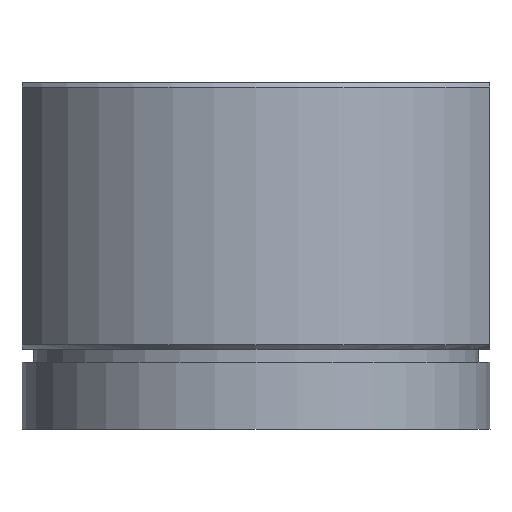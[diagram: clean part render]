
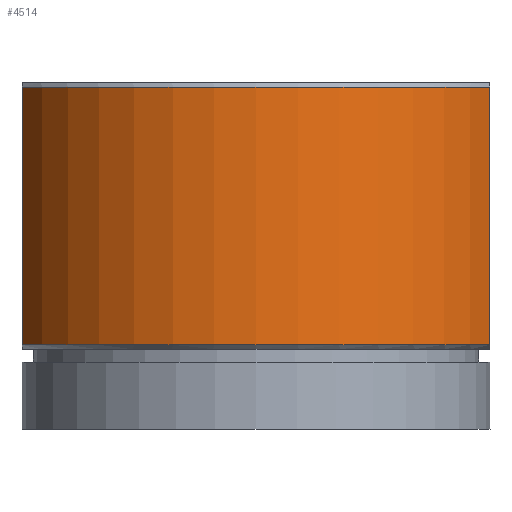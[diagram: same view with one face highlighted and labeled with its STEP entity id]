
A CAD part, front view. The second image highlights one B-rep face of the part: STEP entity #4514.
In plain terms, the highlighted cylindrical face has radius 59 mm (diameter 118 mm), a partial arc.
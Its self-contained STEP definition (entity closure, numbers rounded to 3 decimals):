
#160 = ORIENTED_EDGE ( 'NONE', *, *, #4785, .T. ) ;
#615 = DIRECTION ( 'NONE',  ( 0., 0., -1. ) ) ;
#836 = DIRECTION ( 'NONE',  ( 1., 0., 0. ) ) ;
#960 = LINE ( 'NONE', #9958, #14747 ) ;
#1368 = CYLINDRICAL_SURFACE ( 'NONE', #17815, 59. ) ;
#1381 = ORIENTED_EDGE ( 'NONE', *, *, #16488, .T. ) ;
#2011 = CARTESIAN_POINT ( 'NONE',  ( 54., -23.77, 80. ) ) ;
#3024 = VERTEX_POINT ( 'NONE', #12473 ) ;
#3296 = CARTESIAN_POINT ( 'NONE',  ( 54., -23.77, 79. ) ) ;
#3647 = DIRECTION ( 'NONE',  ( 0., 0., -1. ) ) ;
#3685 = AXIS2_PLACEMENT_3D ( 'NONE', #6091, #15193, #836 ) ;
#4386 = DIRECTION ( 'NONE',  ( -1., 0., 0. ) ) ;
#4514 = ADVANCED_FACE ( 'NONE', ( #17137 ), #1368, .T. ) ;
#4785 = EDGE_CURVE ( 'NONE', #10861, #15434, #13721, .T. ) ;
#5394 = LINE ( 'NONE', #2011, #17687 ) ;
#6091 = CARTESIAN_POINT ( 'NONE',  ( 0., 0., 79. ) ) ;
#6397 = DIRECTION ( 'NONE',  ( -1., 0., 0. ) ) ;
#6739 = CARTESIAN_POINT ( 'NONE',  ( 0., 0., 80. ) ) ;
#9958 = CARTESIAN_POINT ( 'NONE',  ( -54., -23.77, 80. ) ) ;
#9984 = ORIENTED_EDGE ( 'NONE', *, *, #21386, .T. ) ;
#10370 = AXIS2_PLACEMENT_3D ( 'NONE', #14898, #20382, #4386 ) ;
#10861 = VERTEX_POINT ( 'NONE', #12900 ) ;
#11901 = EDGE_CURVE ( 'NONE', #20194, #15434, #5394, .T. ) ;
#12473 = CARTESIAN_POINT ( 'NONE',  ( -54., -23.77, 79. ) ) ;
#12900 = CARTESIAN_POINT ( 'NONE',  ( -54., -23.77, 19.5 ) ) ;
#13721 = CIRCLE ( 'NONE', #10370, 59. ) ;
#13859 = DIRECTION ( 'NONE',  ( 0., 0., -1. ) ) ;
#14747 = VECTOR ( 'NONE', #615, 1000. ) ;
#14898 = CARTESIAN_POINT ( 'NONE',  ( 0., 0., 19.5 ) ) ;
#14935 = ORIENTED_EDGE ( 'NONE', *, *, #11901, .F. ) ;
#15193 = DIRECTION ( 'NONE',  ( 0., 0., -1. ) ) ;
#15434 = VERTEX_POINT ( 'NONE', #18735 ) ;
#16488 = EDGE_CURVE ( 'NONE', #3024, #10861, #960, .T. ) ;
#17137 = FACE_OUTER_BOUND ( 'NONE', #21098, .T. ) ;
#17687 = VECTOR ( 'NONE', #3647, 1000. ) ;
#17815 = AXIS2_PLACEMENT_3D ( 'NONE', #6739, #13859, #6397 ) ;
#18735 = CARTESIAN_POINT ( 'NONE',  ( 54., -23.77, 19.5 ) ) ;
#19724 = CIRCLE ( 'NONE', #3685, 59. ) ;
#20194 = VERTEX_POINT ( 'NONE', #3296 ) ;
#20382 = DIRECTION ( 'NONE',  ( 0., 0., 1. ) ) ;
#21098 = EDGE_LOOP ( 'NONE', ( #1381, #160, #14935, #9984 ) ) ;
#21386 = EDGE_CURVE ( 'NONE', #20194, #3024, #19724, .T. ) ;
